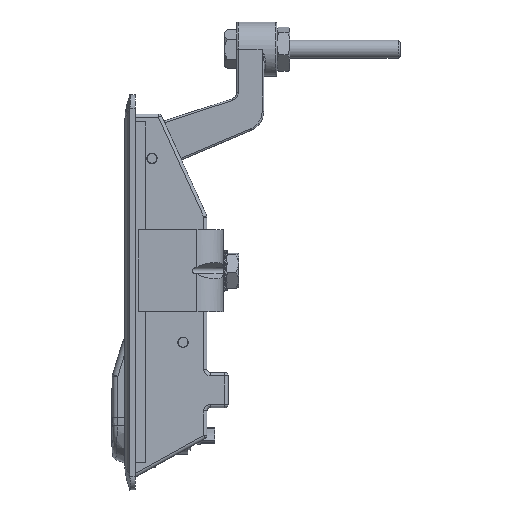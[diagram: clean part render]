
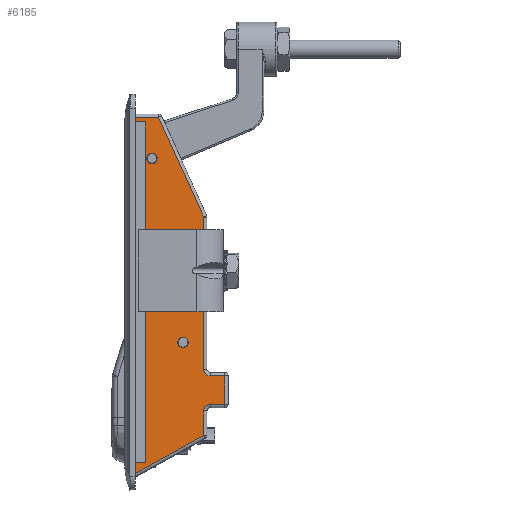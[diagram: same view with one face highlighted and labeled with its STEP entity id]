
A CAD part, left-side view. The second image highlights one B-rep face of the part: STEP entity #6185.
In plain terms, the highlighted planar face has unit normal (-1, -0.018, 0).
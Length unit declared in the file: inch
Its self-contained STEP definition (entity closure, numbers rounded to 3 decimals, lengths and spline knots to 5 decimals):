
#5538=CARTESIAN_POINT('',(-0.45624,0.4448,1.406));
#5539=VERTEX_POINT('',#5538);
#5548=CARTESIAN_POINT('',(-0.46,0.66,1.406));
#5549=VERTEX_POINT('',#5548);
#5557=CARTESIAN_POINT('',(-0.46,0.66,1.406));
#5558=DIRECTION('',(0.017,-1.,0.0));
#5559=VECTOR('',#5558,0.21523);
#5560=LINE('',#5557,#5559);
#5561=EDGE_CURVE('',#5549,#5539,#5560,.T.);
#5580=CARTESIAN_POINT('',(-0.44899,0.02948,0.49151));
#5581=VERTEX_POINT('',#5580);
#5582=CARTESIAN_POINT('',(-0.45624,0.4448,1.406));
#5583=DIRECTION('',(0.007,-0.413,-0.91));
#5584=VECTOR('',#5583,1.00441);
#5585=LINE('',#5582,#5584);
#5586=EDGE_CURVE('',#5539,#5581,#5585,.T.);
#5633=CARTESIAN_POINT('',(-0.44899,0.02948,-0.905));
#5634=VERTEX_POINT('',#5633);
#5635=CARTESIAN_POINT('',(-0.44899,0.02948,0.49151));
#5636=DIRECTION('',(0.0,0.0,-1.0));
#5637=VECTOR('',#5636,1.39651);
#5638=LINE('',#5635,#5637);
#5639=EDGE_CURVE('',#5581,#5634,#5638,.T.);
#5678=CARTESIAN_POINT('',(-0.44795,-0.03052,-0.965));
#5679=VERTEX_POINT('',#5678);
#5689=CARTESIAN_POINT('',(-0.44795,-0.03052,-0.905));
#5690=DIRECTION('',(-1.,-0.017,0.));
#5691=DIRECTION('',(-0.017,1.,0.));
#5692=AXIS2_PLACEMENT_3D('',#5689,#5690,#5691);
#5693=ELLIPSE('',#5692,0.06001,0.06);
#5694=EDGE_CURVE('',#5634,#5679,#5693,.T.);
#5704=CARTESIAN_POINT('',(-0.44561,-0.16452,-0.965));
#5705=VERTEX_POINT('',#5704);
#5715=CARTESIAN_POINT('',(-0.44795,-0.03052,-0.965));
#5716=DIRECTION('',(0.017,-1.,0.));
#5717=VECTOR('',#5716,0.13402);
#5718=LINE('',#5715,#5717);
#5719=EDGE_CURVE('',#5679,#5705,#5718,.T.);
#5747=CARTESIAN_POINT('',(-0.44561,-0.16452,-1.227));
#5748=VERTEX_POINT('',#5747);
#5749=CARTESIAN_POINT('',(-0.44561,-0.16452,-0.965));
#5750=DIRECTION('',(0.0,0.0,-1.0));
#5751=VECTOR('',#5750,0.262);
#5752=LINE('',#5749,#5751);
#5753=EDGE_CURVE('',#5705,#5748,#5752,.T.);
#5789=CARTESIAN_POINT('',(-0.44795,-0.03052,-1.227));
#5790=VERTEX_POINT('',#5789);
#5791=CARTESIAN_POINT('',(-0.44561,-0.16452,-1.227));
#5792=DIRECTION('',(-0.017,1.,0.0));
#5793=VECTOR('',#5792,0.13402);
#5794=LINE('',#5791,#5793);
#5795=EDGE_CURVE('',#5748,#5790,#5794,.T.);
#5834=CARTESIAN_POINT('',(-0.44899,0.02948,-1.287));
#5835=VERTEX_POINT('',#5834);
#5845=CARTESIAN_POINT('',(-0.44795,-0.03052,-1.287));
#5846=DIRECTION('',(-1.,-0.017,0.));
#5847=DIRECTION('',(-0.017,1.,0.));
#5848=AXIS2_PLACEMENT_3D('',#5845,#5846,#5847);
#5849=ELLIPSE('',#5848,0.06001,0.06);
#5850=EDGE_CURVE('',#5790,#5835,#5849,.T.);
#5860=CARTESIAN_POINT('',(-0.44899,0.02948,-1.51229));
#5861=VERTEX_POINT('',#5860);
#5871=CARTESIAN_POINT('',(-0.44899,0.02948,-1.287));
#5872=DIRECTION('',(0.0,0.0,-1.0));
#5873=VECTOR('',#5872,0.22529);
#5874=LINE('',#5871,#5873);
#5875=EDGE_CURVE('',#5835,#5861,#5874,.T.);
#5909=CARTESIAN_POINT('',(-0.46,0.66,-1.86003));
#5910=VERTEX_POINT('',#5909);
#5911=CARTESIAN_POINT('',(-0.44899,0.02948,-1.51229));
#5912=DIRECTION('',(-0.015,0.876,-0.483));
#5913=VECTOR('',#5912,0.72014);
#5914=LINE('',#5911,#5913);
#5915=EDGE_CURVE('',#5861,#5910,#5914,.T.);
#6108=CARTESIAN_POINT('',(-0.45838,0.56701,0.0));
#6109=DIRECTION('',(1.,0.017,0.0));
#6110=DIRECTION('',(0.0,0.0,-1.0));
#6111=AXIS2_PLACEMENT_3D('',#6108,#6109,#6110);
#6112=PLANE('',#6111);
#6113=ORIENTED_EDGE('',*,*,#5561,.F.);
#6114=CARTESIAN_POINT('',(-0.46,0.66,1.363));
#6115=VERTEX_POINT('',#6114);
#6116=CARTESIAN_POINT('',(-0.46,0.66,1.363));
#6117=DIRECTION('',(0.0,0.0,1.0));
#6118=VECTOR('',#6117,0.043);
#6119=LINE('',#6116,#6118);
#6120=EDGE_CURVE('',#6115,#5549,#6119,.T.);
#6121=ORIENTED_EDGE('',*,*,#6120,.F.);
#6122=CARTESIAN_POINT('',(-0.45838,0.567,1.363));
#6123=VERTEX_POINT('',#6122);
#6124=CARTESIAN_POINT('',(-0.46,0.66,1.363));
#6125=DIRECTION('',(0.017,-1.,0.0));
#6126=VECTOR('',#6125,0.09301);
#6127=LINE('',#6124,#6126);
#6128=EDGE_CURVE('',#6123,#6115,#6127,.F.);
#6129=ORIENTED_EDGE('',*,*,#6128,.F.);
#6130=CARTESIAN_POINT('',(-0.45838,0.567,-1.762));
#6131=VERTEX_POINT('',#6130);
#6132=CARTESIAN_POINT('',(-0.45838,0.567,1.363));
#6133=DIRECTION('',(0.0,0.0,-1.0));
#6134=VECTOR('',#6133,3.125);
#6135=LINE('',#6132,#6134);
#6136=EDGE_CURVE('',#6131,#6123,#6135,.F.);
#6137=ORIENTED_EDGE('',*,*,#6136,.F.);
#6138=CARTESIAN_POINT('',(-0.46,0.66,-1.762));
#6139=VERTEX_POINT('',#6138);
#6140=CARTESIAN_POINT('',(-0.46,0.66,-1.762));
#6141=DIRECTION('',(0.017,-1.,0.0));
#6142=VECTOR('',#6141,0.09301);
#6143=LINE('',#6140,#6142);
#6144=EDGE_CURVE('',#6139,#6131,#6143,.T.);
#6145=ORIENTED_EDGE('',*,*,#6144,.F.);
#6146=CARTESIAN_POINT('',(-0.46,0.66,-1.86003));
#6147=DIRECTION('',(0.0,0.0,1.0));
#6148=VECTOR('',#6147,0.09803);
#6149=LINE('',#6146,#6148);
#6150=EDGE_CURVE('',#5910,#6139,#6149,.T.);
#6151=ORIENTED_EDGE('',*,*,#6150,.F.);
#6152=ORIENTED_EDGE('',*,*,#5915,.F.);
#6153=ORIENTED_EDGE('',*,*,#5875,.F.);
#6154=ORIENTED_EDGE('',*,*,#5850,.F.);
#6155=ORIENTED_EDGE('',*,*,#5795,.F.);
#6156=ORIENTED_EDGE('',*,*,#5753,.F.);
#6157=ORIENTED_EDGE('',*,*,#5719,.F.);
#6158=ORIENTED_EDGE('',*,*,#5694,.F.);
#6159=ORIENTED_EDGE('',*,*,#5639,.F.);
#6160=ORIENTED_EDGE('',*,*,#5586,.F.);
#6161=EDGE_LOOP('',(#6113,#6121,#6129,#6137,#6145,#6151,#6152,#6153,#6154,#6155,#6156,#6157,#6158,#6159,#6160));
#6162=FACE_OUTER_BOUND('',#6161,.T.);
#6163=CARTESIAN_POINT('',(-0.45315,0.2675,-0.657));
#6164=VERTEX_POINT('',#6163);
#6165=CARTESIAN_POINT('',(-0.45232,0.22,-0.657));
#6166=DIRECTION('',(-1.,-0.017,0.0));
#6167=DIRECTION('',(0.017,-1.,0.0));
#6168=AXIS2_PLACEMENT_3D('',#6165,#6166,#6167);
#6169=ELLIPSE('',#6168,0.04751,0.0475);
#6170=EDGE_CURVE('',#6164,#6164,#6169,.T.);
#6171=ORIENTED_EDGE('',*,*,#6170,.F.);
#6172=EDGE_LOOP('',(#6171));
#6173=FACE_BOUND('',#6172,.T.);
#6174=CARTESIAN_POINT('',(-0.45811,0.5515,1.03));
#6175=VERTEX_POINT('',#6174);
#6176=CARTESIAN_POINT('',(-0.45728,0.504,1.03));
#6177=DIRECTION('',(-1.,-0.017,0.0));
#6178=DIRECTION('',(0.017,-1.,0.0));
#6179=AXIS2_PLACEMENT_3D('',#6176,#6177,#6178);
#6180=ELLIPSE('',#6179,0.04751,0.0475);
#6181=EDGE_CURVE('',#6175,#6175,#6180,.T.);
#6182=ORIENTED_EDGE('',*,*,#6181,.F.);
#6183=EDGE_LOOP('',(#6182));
#6184=FACE_BOUND('',#6183,.T.);
#6185=ADVANCED_FACE('',(#6162,#6173,#6184),#6112,.F.);
